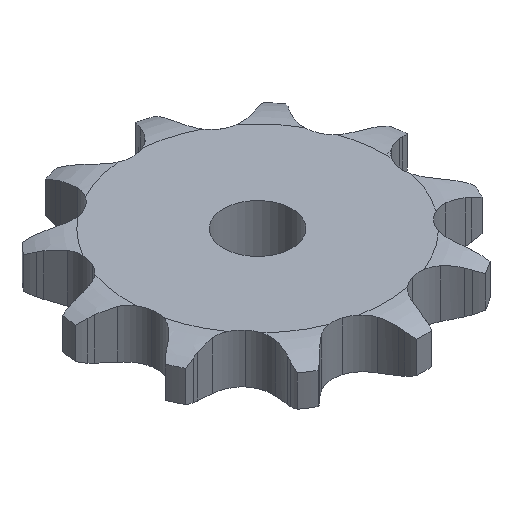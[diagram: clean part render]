
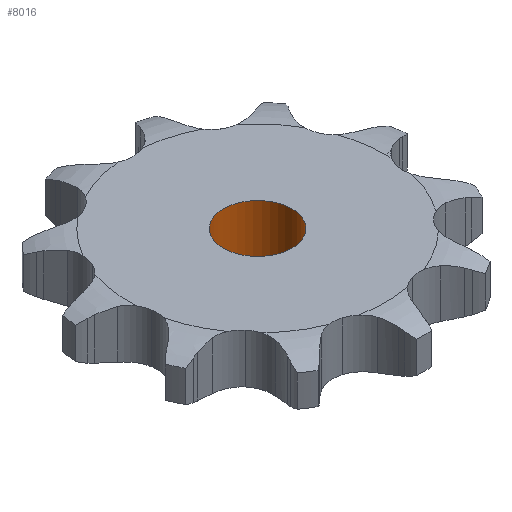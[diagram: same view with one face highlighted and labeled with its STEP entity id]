
A CAD part, isometric view. The second image highlights one B-rep face of the part: STEP entity #8016.
In plain terms, the highlighted cylindrical face has radius 5 mm (diameter 10 mm), a full revolution.
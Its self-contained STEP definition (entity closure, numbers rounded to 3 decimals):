
#443 = PLANE('',#444);
#444 = AXIS2_PLACEMENT_3D('',#445,#446,#447);
#445 = CARTESIAN_POINT('',(0.,0.,7.2));
#446 = DIRECTION('',(-0.,-0.,-1.));
#447 = DIRECTION('',(-1.,0.,0.));
#649 = PLANE('',#650);
#650 = AXIS2_PLACEMENT_3D('',#651,#652,#653);
#651 = CARTESIAN_POINT('',(0.,0.,0.));
#652 = DIRECTION('',(-0.,-0.,-1.));
#653 = DIRECTION('',(-1.,0.,0.));
#2008 = EDGE_CURVE('',#2009,#2009,#2011,.T.);
#2009 = VERTEX_POINT('',#2010);
#2010 = CARTESIAN_POINT('',(5.,0.,7.2));
#2011 = SURFACE_CURVE('',#2012,(#2017,#2028),.PCURVE_S1.);
#2012 = CIRCLE('',#2013,5.);
#2013 = AXIS2_PLACEMENT_3D('',#2014,#2015,#2016);
#2014 = CARTESIAN_POINT('',(0.,0.,7.2));
#2015 = DIRECTION('',(0.,0.,1.));
#2016 = DIRECTION('',(1.,0.,0.));
#2017 = PCURVE('',#443,#2018);
#2018 = DEFINITIONAL_REPRESENTATION('',(#2019),#2027);
#2019 = ( BOUNDED_CURVE() B_SPLINE_CURVE(2,(#2020,#2021,#2022,#2023,
#2024,#2025,#2026),.UNSPECIFIED.,.T.,.F.) B_SPLINE_CURVE_WITH_KNOTS((1,2
    ,2,2,2,1),(-2.094,0.,2.094,4.189,
6.283,8.378),.UNSPECIFIED.) CURVE() 
GEOMETRIC_REPRESENTATION_ITEM() RATIONAL_B_SPLINE_CURVE((1.,0.5,1.,0.5,
1.,0.5,1.)) REPRESENTATION_ITEM('') );
#2020 = CARTESIAN_POINT('',(-5.,0.));
#2021 = CARTESIAN_POINT('',(-5.,8.66));
#2022 = CARTESIAN_POINT('',(2.5,4.33));
#2023 = CARTESIAN_POINT('',(10.,0.));
#2024 = CARTESIAN_POINT('',(2.5,-4.33));
#2025 = CARTESIAN_POINT('',(-5.,-8.66));
#2026 = CARTESIAN_POINT('',(-5.,0.));
#2027 = ( GEOMETRIC_REPRESENTATION_CONTEXT(2) 
PARAMETRIC_REPRESENTATION_CONTEXT() REPRESENTATION_CONTEXT('2D SPACE',''
  ) );
#2028 = PCURVE('',#2029,#2034);
#2029 = CYLINDRICAL_SURFACE('',#2030,5.);
#2030 = AXIS2_PLACEMENT_3D('',#2031,#2032,#2033);
#2031 = CARTESIAN_POINT('',(0.,0.,81.368));
#2032 = DIRECTION('',(0.,0.,1.));
#2033 = DIRECTION('',(1.,0.,0.));
#2034 = DEFINITIONAL_REPRESENTATION('',(#2035),#2039);
#2035 = LINE('',#2036,#2037);
#2036 = CARTESIAN_POINT('',(0.,-74.168));
#2037 = VECTOR('',#2038,1.);
#2038 = DIRECTION('',(1.,0.));
#2039 = ( GEOMETRIC_REPRESENTATION_CONTEXT(2) 
PARAMETRIC_REPRESENTATION_CONTEXT() REPRESENTATION_CONTEXT('2D SPACE',''
  ) );
#3107 = EDGE_CURVE('',#3108,#3108,#3110,.T.);
#3108 = VERTEX_POINT('',#3109);
#3109 = CARTESIAN_POINT('',(5.,0.,0.));
#3110 = SURFACE_CURVE('',#3111,(#3116,#3127),.PCURVE_S1.);
#3111 = CIRCLE('',#3112,5.);
#3112 = AXIS2_PLACEMENT_3D('',#3113,#3114,#3115);
#3113 = CARTESIAN_POINT('',(0.,0.,0.));
#3114 = DIRECTION('',(0.,0.,1.));
#3115 = DIRECTION('',(1.,0.,0.));
#3116 = PCURVE('',#649,#3117);
#3117 = DEFINITIONAL_REPRESENTATION('',(#3118),#3126);
#3118 = ( BOUNDED_CURVE() B_SPLINE_CURVE(2,(#3119,#3120,#3121,#3122,
#3123,#3124,#3125),.UNSPECIFIED.,.T.,.F.) B_SPLINE_CURVE_WITH_KNOTS((1,2
    ,2,2,2,1),(-2.094,0.,2.094,4.189,
6.283,8.378),.UNSPECIFIED.) CURVE() 
GEOMETRIC_REPRESENTATION_ITEM() RATIONAL_B_SPLINE_CURVE((1.,0.5,1.,0.5,
1.,0.5,1.)) REPRESENTATION_ITEM('') );
#3119 = CARTESIAN_POINT('',(-5.,0.));
#3120 = CARTESIAN_POINT('',(-5.,8.66));
#3121 = CARTESIAN_POINT('',(2.5,4.33));
#3122 = CARTESIAN_POINT('',(10.,0.));
#3123 = CARTESIAN_POINT('',(2.5,-4.33));
#3124 = CARTESIAN_POINT('',(-5.,-8.66));
#3125 = CARTESIAN_POINT('',(-5.,0.));
#3126 = ( GEOMETRIC_REPRESENTATION_CONTEXT(2) 
PARAMETRIC_REPRESENTATION_CONTEXT() REPRESENTATION_CONTEXT('2D SPACE',''
  ) );
#3127 = PCURVE('',#2029,#3128);
#3128 = DEFINITIONAL_REPRESENTATION('',(#3129),#3133);
#3129 = LINE('',#3130,#3131);
#3130 = CARTESIAN_POINT('',(0.,-81.368));
#3131 = VECTOR('',#3132,1.);
#3132 = DIRECTION('',(1.,0.));
#3133 = ( GEOMETRIC_REPRESENTATION_CONTEXT(2) 
PARAMETRIC_REPRESENTATION_CONTEXT() REPRESENTATION_CONTEXT('2D SPACE',''
  ) );
#8016 = ADVANCED_FACE('',(#8017),#2029,.F.);
#8017 = FACE_BOUND('',#8018,.F.);
#8018 = EDGE_LOOP('',(#8019,#8020,#8041,#8042));
#8019 = ORIENTED_EDGE('',*,*,#2008,.F.);
#8020 = ORIENTED_EDGE('',*,*,#8021,.T.);
#8021 = EDGE_CURVE('',#2009,#3108,#8022,.T.);
#8022 = SEAM_CURVE('',#8023,(#8027,#8034),.PCURVE_S1.);
#8023 = LINE('',#8024,#8025);
#8024 = CARTESIAN_POINT('',(5.,0.,81.368));
#8025 = VECTOR('',#8026,1.);
#8026 = DIRECTION('',(-0.,-0.,-1.));
#8027 = PCURVE('',#2029,#8028);
#8028 = DEFINITIONAL_REPRESENTATION('',(#8029),#8033);
#8029 = LINE('',#8030,#8031);
#8030 = CARTESIAN_POINT('',(6.283,0.));
#8031 = VECTOR('',#8032,1.);
#8032 = DIRECTION('',(0.,-1.));
#8033 = ( GEOMETRIC_REPRESENTATION_CONTEXT(2) 
PARAMETRIC_REPRESENTATION_CONTEXT() REPRESENTATION_CONTEXT('2D SPACE',''
  ) );
#8034 = PCURVE('',#2029,#8035);
#8035 = DEFINITIONAL_REPRESENTATION('',(#8036),#8040);
#8036 = LINE('',#8037,#8038);
#8037 = CARTESIAN_POINT('',(0.,0.));
#8038 = VECTOR('',#8039,1.);
#8039 = DIRECTION('',(0.,-1.));
#8040 = ( GEOMETRIC_REPRESENTATION_CONTEXT(2) 
PARAMETRIC_REPRESENTATION_CONTEXT() REPRESENTATION_CONTEXT('2D SPACE',''
  ) );
#8041 = ORIENTED_EDGE('',*,*,#3107,.T.);
#8042 = ORIENTED_EDGE('',*,*,#8021,.F.);
